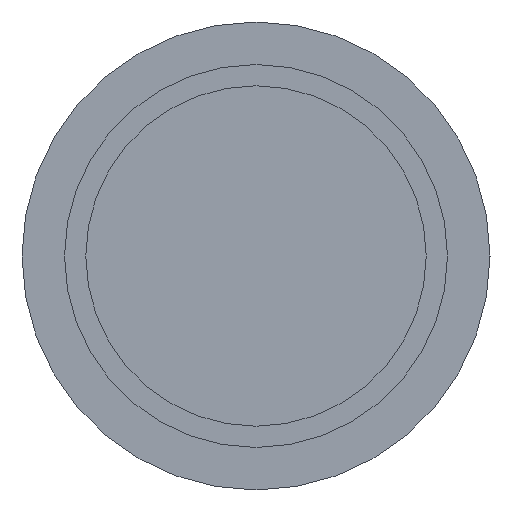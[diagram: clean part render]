
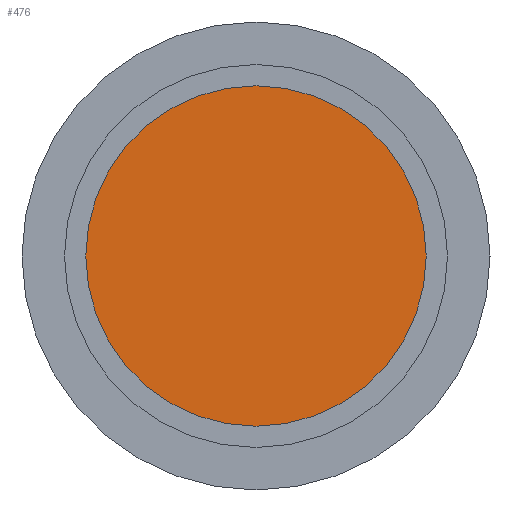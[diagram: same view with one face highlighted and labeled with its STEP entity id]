
A CAD part, left-side view. The second image highlights one B-rep face of the part: STEP entity #476.
In plain terms, the highlighted planar face has unit normal (-1, 0, 0).
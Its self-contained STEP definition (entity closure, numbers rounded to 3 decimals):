
#1 = CARTESIAN_POINT ( 'NONE',  ( 0., 0., 0. ) ) ;
#2 = CARTESIAN_POINT ( 'NONE',  ( 0., 0., 0. ) ) ;
#5 = VERTEX_POINT ( 'NONE', #53 ) ;
#20 = ORIENTED_EDGE ( 'NONE', *, *, #349, .T. ) ;
#47 = DIRECTION ( 'NONE',  ( 0., 0., -1. ) ) ;
#53 = CARTESIAN_POINT ( 'NONE',  ( 0., 0., 4. ) ) ;
#55 = AXIS2_PLACEMENT_3D ( 'NONE', #2, #319, #47 ) ;
#77 = DIRECTION ( 'NONE',  ( -1., 0., 0. ) ) ;
#91 = CIRCLE ( 'NONE', #278, 4. ) ;
#211 = CARTESIAN_POINT ( 'NONE',  ( 0., 0., 0. ) ) ;
#213 = DIRECTION ( 'NONE',  ( -1., 0., 0. ) ) ;
#231 = CARTESIAN_POINT ( 'NONE',  ( 0., 0., -4. ) ) ;
#249 = AXIS2_PLACEMENT_3D ( 'NONE', #1, #213, #399 ) ;
#264 = PLANE ( 'NONE',  #55 ) ;
#273 = ORIENTED_EDGE ( 'NONE', *, *, #424, .T. ) ;
#278 = AXIS2_PLACEMENT_3D ( 'NONE', #211, #77, #562 ) ;
#319 = DIRECTION ( 'NONE',  ( 1., 0., 0. ) ) ;
#349 = EDGE_CURVE ( 'NONE', #515, #5, #91, .T. ) ;
#377 = CIRCLE ( 'NONE', #249, 4. ) ;
#399 = DIRECTION ( 'NONE',  ( 0., 0., 1. ) ) ;
#424 = EDGE_CURVE ( 'NONE', #5, #515, #377, .T. ) ;
#476 = ADVANCED_FACE ( 'NONE', ( #493 ), #264, .F. ) ;
#493 = FACE_OUTER_BOUND ( 'NONE', #554, .T. ) ;
#515 = VERTEX_POINT ( 'NONE', #231 ) ;
#554 = EDGE_LOOP ( 'NONE', ( #273, #20 ) ) ;
#562 = DIRECTION ( 'NONE',  ( 0., 0., 1. ) ) ;
